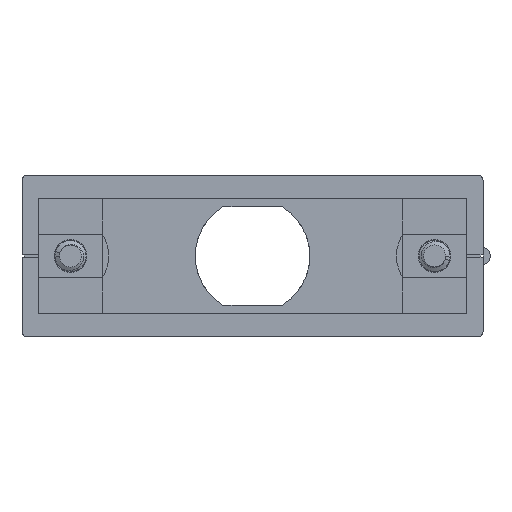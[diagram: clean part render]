
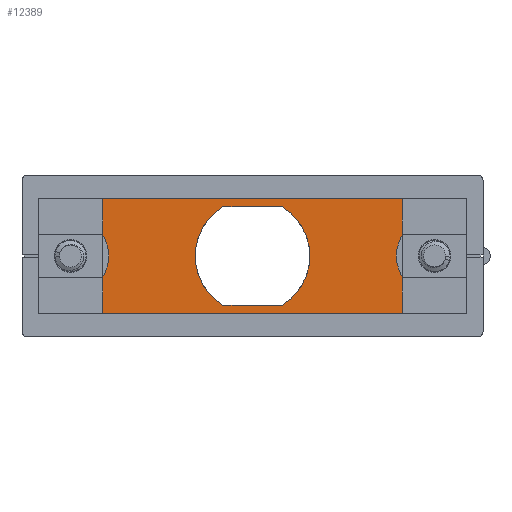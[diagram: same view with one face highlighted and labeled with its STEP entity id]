
A CAD part, front view. The second image highlights one B-rep face of the part: STEP entity #12389.
In plain terms, the highlighted planar face has unit normal (0, -1, 0).
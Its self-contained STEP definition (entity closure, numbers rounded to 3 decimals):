
#275 = VERTEX_POINT ( 'NONE', #1646 ) ;
#483 = FACE_BOUND ( 'NONE', #14712, .T. ) ;
#526 = CARTESIAN_POINT ( 'NONE',  ( -13.72, 14.7, -6.35 ) ) ;
#917 = PLANE ( 'NONE',  #3512 ) ;
#1273 = CARTESIAN_POINT ( 'NONE',  ( 2.704, 14.7, -4.5 ) ) ;
#1646 = CARTESIAN_POINT ( 'NONE',  ( -13.72, 14.7, 6.35 ) ) ;
#1695 = CIRCLE ( 'NONE', #6272, 5.25 ) ;
#1725 = DIRECTION ( 'NONE',  ( -1., 0., 0. ) ) ;
#1883 = LINE ( 'NONE', #7750, #4928 ) ;
#2162 = CARTESIAN_POINT ( 'NONE',  ( -13.72, 14.7, -6.35 ) ) ;
#2166 = CARTESIAN_POINT ( 'NONE',  ( 2.704, 14.7, 4.5 ) ) ;
#2217 = DIRECTION ( 'NONE',  ( 0., -1., 0. ) ) ;
#2568 = CARTESIAN_POINT ( 'NONE',  ( 2.704, 14.7, -4.5 ) ) ;
#2934 = CARTESIAN_POINT ( 'NONE',  ( -2.704, 14.7, -4.5 ) ) ;
#3512 = AXIS2_PLACEMENT_3D ( 'NONE', #2162, #2217, #11435 ) ;
#3724 = DIRECTION ( 'NONE',  ( 1., 0., 0. ) ) ;
#3731 = DIRECTION ( 'NONE',  ( 1., 0., 0. ) ) ;
#4090 = VERTEX_POINT ( 'NONE', #2934 ) ;
#4281 = DIRECTION ( 'NONE',  ( 0., 0., -1. ) ) ;
#4440 = LINE ( 'NONE', #1273, #11070 ) ;
#4603 = DIRECTION ( 'NONE',  ( -1., 0., 0. ) ) ;
#4618 = EDGE_CURVE ( 'NONE', #10083, #4090, #4440, .T. ) ;
#4928 = VECTOR ( 'NONE', #3724, 1000. ) ;
#5027 = EDGE_CURVE ( 'NONE', #11098, #11440, #8413, .T. ) ;
#5044 = DIRECTION ( 'NONE',  ( 1., 0., 0. ) ) ;
#5052 = CARTESIAN_POINT ( 'NONE',  ( 13.72, 14.7, 6.35 ) ) ;
#5155 = DIRECTION ( 'NONE',  ( 0., 1., 0. ) ) ;
#5215 = CARTESIAN_POINT ( 'NONE',  ( 0., 14.7, 0. ) ) ;
#5453 = VERTEX_POINT ( 'NONE', #12176 ) ;
#6272 = AXIS2_PLACEMENT_3D ( 'NONE', #8290, #8232, #8110 ) ;
#6484 = CARTESIAN_POINT ( 'NONE',  ( 2.704, 14.7, 4.5 ) ) ;
#7293 = ORIENTED_EDGE ( 'NONE', *, *, #8440, .T. ) ;
#7445 = FACE_OUTER_BOUND ( 'NONE', #12901, .T. ) ;
#7709 = LINE ( 'NONE', #13489, #14232 ) ;
#7750 = CARTESIAN_POINT ( 'NONE',  ( -13.72, 14.7, -6.35 ) ) ;
#8110 = DIRECTION ( 'NONE',  ( 1., 0., 0. ) ) ;
#8232 = DIRECTION ( 'NONE',  ( 0., 1., 0. ) ) ;
#8290 = CARTESIAN_POINT ( 'NONE',  ( 0., 14.7, 0. ) ) ;
#8366 = ORIENTED_EDGE ( 'NONE', *, *, #12535, .T. ) ;
#8413 = LINE ( 'NONE', #2166, #15258 ) ;
#8440 = EDGE_CURVE ( 'NONE', #4090, #11098, #1695, .T. ) ;
#8577 = ORIENTED_EDGE ( 'NONE', *, *, #14141, .T. ) ;
#8874 = EDGE_CURVE ( 'NONE', #11440, #10083, #10760, .T. ) ;
#9993 = ORIENTED_EDGE ( 'NONE', *, *, #14787, .T. ) ;
#10052 = AXIS2_PLACEMENT_3D ( 'NONE', #5215, #5155, #5044 ) ;
#10083 = VERTEX_POINT ( 'NONE', #2568 ) ;
#10252 = VERTEX_POINT ( 'NONE', #16336 ) ;
#10760 = CIRCLE ( 'NONE', #10052, 5.25 ) ;
#10991 = VECTOR ( 'NONE', #12965, 1000. ) ;
#11070 = VECTOR ( 'NONE', #1725, 1000. ) ;
#11098 = VERTEX_POINT ( 'NONE', #11692 ) ;
#11205 = CARTESIAN_POINT ( 'NONE',  ( -13.72, 14.7, 6.35 ) ) ;
#11431 = ORIENTED_EDGE ( 'NONE', *, *, #15090, .T. ) ;
#11435 = DIRECTION ( 'NONE',  ( 1., 0., 0. ) ) ;
#11440 = VERTEX_POINT ( 'NONE', #6484 ) ;
#11692 = CARTESIAN_POINT ( 'NONE',  ( -2.704, 14.7, 4.5 ) ) ;
#12176 = CARTESIAN_POINT ( 'NONE',  ( 13.72, 14.7, -6.35 ) ) ;
#12389 = ADVANCED_FACE ( 'NONE', ( #7445, #483 ), #917, .T. ) ;
#12535 = EDGE_CURVE ( 'NONE', #14061, #5453, #1883, .T. ) ;
#12633 = ORIENTED_EDGE ( 'NONE', *, *, #5027, .T. ) ;
#12635 = ORIENTED_EDGE ( 'NONE', *, *, #4618, .T. ) ;
#12901 = EDGE_LOOP ( 'NONE', ( #9993, #8366, #11431, #8577 ) ) ;
#12965 = DIRECTION ( 'NONE',  ( 0., 0., 1. ) ) ;
#13046 = ORIENTED_EDGE ( 'NONE', *, *, #8874, .T. ) ;
#13050 = VECTOR ( 'NONE', #4603, 1000. ) ;
#13489 = CARTESIAN_POINT ( 'NONE',  ( -13.72, 14.7, 6.35 ) ) ;
#14061 = VERTEX_POINT ( 'NONE', #526 ) ;
#14141 = EDGE_CURVE ( 'NONE', #10252, #275, #16734, .T. ) ;
#14232 = VECTOR ( 'NONE', #4281, 1000. ) ;
#14712 = EDGE_LOOP ( 'NONE', ( #7293, #12633, #13046, #12635 ) ) ;
#14787 = EDGE_CURVE ( 'NONE', #275, #14061, #7709, .T. ) ;
#14819 = LINE ( 'NONE', #5052, #10991 ) ;
#15090 = EDGE_CURVE ( 'NONE', #5453, #10252, #14819, .T. ) ;
#15258 = VECTOR ( 'NONE', #3731, 1000. ) ;
#16336 = CARTESIAN_POINT ( 'NONE',  ( 13.72, 14.7, 6.35 ) ) ;
#16734 = LINE ( 'NONE', #11205, #13050 ) ;
